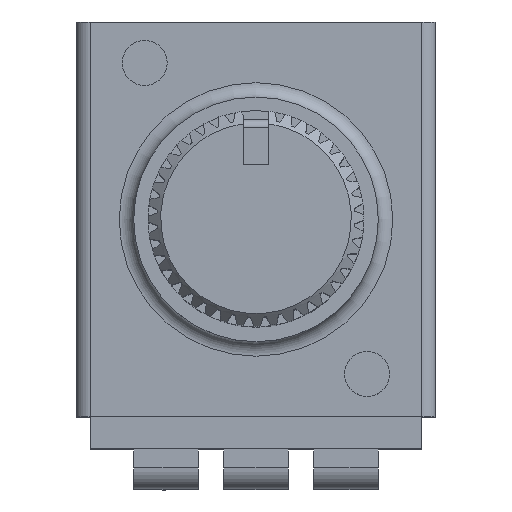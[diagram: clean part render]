
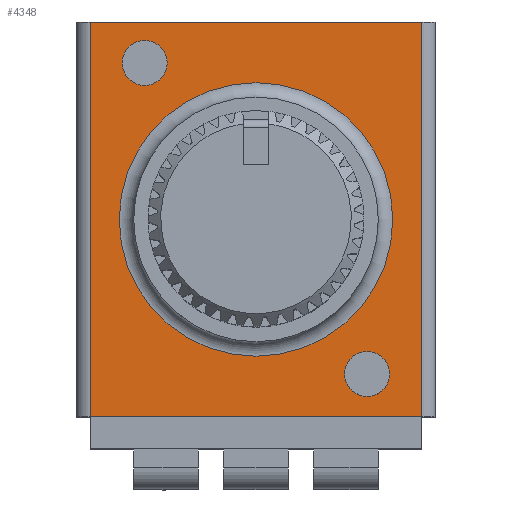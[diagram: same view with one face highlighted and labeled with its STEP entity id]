
A CAD part, top view. The second image highlights one B-rep face of the part: STEP entity #4348.
In plain terms, the highlighted face is planar.
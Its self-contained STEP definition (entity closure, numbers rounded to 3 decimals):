
#93=FACE_BOUND('',#690,.T.);
#94=FACE_BOUND('',#691,.T.);
#95=FACE_BOUND('',#692,.T.);
#242=CIRCLE('',#4678,0.625);
#243=CIRCLE('',#4679,0.625);
#244=CIRCLE('',#4680,3.8);
#245=CIRCLE('',#4681,3.8);
#450=FACE_OUTER_BOUND('',#689,.T.);
#689=EDGE_LOOP('',(#2950,#2951,#2952,#2953));
#690=EDGE_LOOP('',(#2954));
#691=EDGE_LOOP('',(#2955));
#692=EDGE_LOOP('',(#2956,#2957));
#963=LINE('',#6537,#1355);
#964=LINE('',#6540,#1356);
#965=LINE('',#6542,#1357);
#966=LINE('',#6543,#1358);
#1355=VECTOR('',#5245,10.);
#1356=VECTOR('',#5248,10.);
#1357=VECTOR('',#5249,10.);
#1358=VECTOR('',#5250,10.);
#1738=VERTEX_POINT('',#6530);
#1741=VERTEX_POINT('',#6535);
#1742=VERTEX_POINT('',#6539);
#1743=VERTEX_POINT('',#6541);
#1744=VERTEX_POINT('',#6544);
#1745=VERTEX_POINT('',#6546);
#1746=VERTEX_POINT('',#6548);
#1747=VERTEX_POINT('',#6549);
#2210=EDGE_CURVE('',#1741,#1738,#963,.T.);
#2211=EDGE_CURVE('',#1742,#1741,#964,.T.);
#2212=EDGE_CURVE('',#1743,#1742,#965,.T.);
#2213=EDGE_CURVE('',#1738,#1743,#966,.T.);
#2214=EDGE_CURVE('',#1744,#1744,#242,.T.);
#2215=EDGE_CURVE('',#1745,#1745,#243,.T.);
#2216=EDGE_CURVE('',#1746,#1747,#244,.T.);
#2217=EDGE_CURVE('',#1747,#1746,#245,.T.);
#2950=ORIENTED_EDGE('',*,*,#2210,.F.);
#2951=ORIENTED_EDGE('',*,*,#2211,.F.);
#2952=ORIENTED_EDGE('',*,*,#2212,.F.);
#2953=ORIENTED_EDGE('',*,*,#2213,.F.);
#2954=ORIENTED_EDGE('',*,*,#2214,.T.);
#2955=ORIENTED_EDGE('',*,*,#2215,.T.);
#2956=ORIENTED_EDGE('',*,*,#2216,.F.);
#2957=ORIENTED_EDGE('',*,*,#2217,.F.);
#4158=PLANE('',#4677);
#4348=ADVANCED_FACE('',(#450,#93,#94,#95),#4158,.T.);
#4677=AXIS2_PLACEMENT_3D('',#6538,#5246,#5247);
#4678=AXIS2_PLACEMENT_3D('',#6545,#5251,#5252);
#4679=AXIS2_PLACEMENT_3D('',#6547,#5253,#5254);
#4680=AXIS2_PLACEMENT_3D('',#6550,#5255,#5256);
#4681=AXIS2_PLACEMENT_3D('',#6551,#5257,#5258);
#5245=DIRECTION('',(0.,0.,1.));
#5246=DIRECTION('center_axis',(0.,1.,0.));
#5247=DIRECTION('ref_axis',(1.,0.,0.));
#5248=DIRECTION('',(1.,0.,0.));
#5249=DIRECTION('',(0.,0.,-1.));
#5250=DIRECTION('',(-1.,0.,0.));
#5251=DIRECTION('center_axis',(0.,-1.,0.));
#5252=DIRECTION('ref_axis',(1.,0.,0.));
#5253=DIRECTION('center_axis',(0.,-1.,0.));
#5254=DIRECTION('ref_axis',(1.,0.,0.));
#5255=DIRECTION('center_axis',(0.,1.,0.));
#5256=DIRECTION('ref_axis',(1.,0.,0.));
#5257=DIRECTION('center_axis',(0.,1.,0.));
#5258=DIRECTION('ref_axis',(1.,0.,0.));
#6530=CARTESIAN_POINT('',(4.6,-0.3,5.487));
#6535=CARTESIAN_POINT('',(4.6,-0.3,-5.487));
#6537=CARTESIAN_POINT('',(4.6,-0.3,-1.25));
#6538=CARTESIAN_POINT('Origin',(-4.8,-0.3,0.));
#6539=CARTESIAN_POINT('',(-4.6,-0.3,-5.487));
#6540=CARTESIAN_POINT('',(-5.,-0.3,-5.487));
#6541=CARTESIAN_POINT('',(-4.6,-0.3,5.487));
#6542=CARTESIAN_POINT('',(-4.6,-0.3,1.25));
#6543=CARTESIAN_POINT('',(5.,-0.3,5.487));
#6544=CARTESIAN_POINT('',(-3.718,-0.3,-4.35));
#6545=CARTESIAN_POINT('Origin',(-3.093,-0.3,-4.35));
#6546=CARTESIAN_POINT('',(2.462,-0.3,4.295));
#6547=CARTESIAN_POINT('Origin',(3.087,-0.3,4.295));
#6548=CARTESIAN_POINT('',(-3.8,-0.3,0.));
#6549=CARTESIAN_POINT('',(0.,-0.3,3.8));
#6550=CARTESIAN_POINT('Origin',(0.,-0.3,0.));
#6551=CARTESIAN_POINT('Origin',(0.,-0.3,0.));
